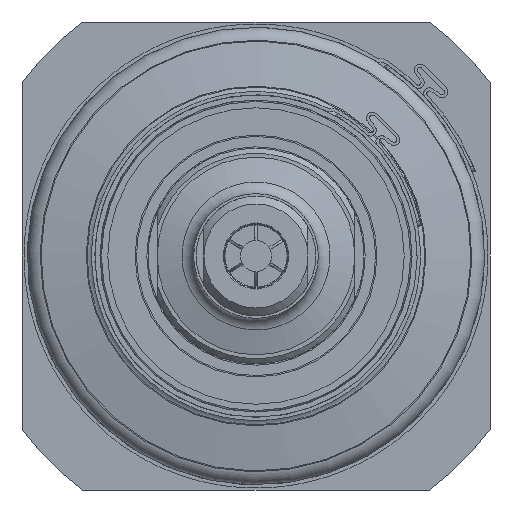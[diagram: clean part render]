
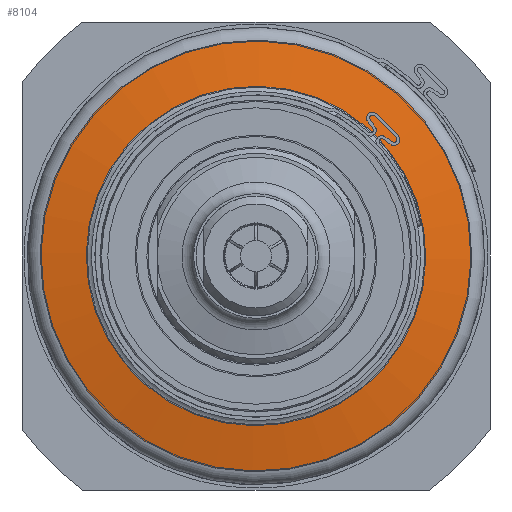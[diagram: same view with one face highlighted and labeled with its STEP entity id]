
A CAD part, left-side view. The second image highlights one B-rep face of the part: STEP entity #8104.
In plain terms, the highlighted conical face has half-angle 80 degrees and reference radius 37.087 mm.
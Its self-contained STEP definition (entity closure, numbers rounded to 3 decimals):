
#1007=CONICAL_SURFACE('',#9005,37.087,80.);
#1397=FACE_BOUND('',#2422,.T.);
#1779=FACE_OUTER_BOUND('',#2421,.T.);
#2421=EDGE_LOOP('',(#6382));
#2422=EDGE_LOOP('',(#6383));
#2979=CIRCLE('',#9004,32.653);
#2980=CIRCLE('',#9006,41.521);
#3642=VERTEX_POINT('',#13712);
#3643=VERTEX_POINT('',#13715);
#4598=EDGE_CURVE('',#3642,#3642,#2979,.T.);
#4599=EDGE_CURVE('',#3643,#3643,#2980,.T.);
#6382=ORIENTED_EDGE('',*,*,#4598,.T.);
#6383=ORIENTED_EDGE('',*,*,#4599,.F.);
#8104=ADVANCED_FACE('',(#1779,#1397),#1007,.T.);
#9004=AXIS2_PLACEMENT_3D('',#13713,#10973,#10974);
#9005=AXIS2_PLACEMENT_3D('',#13714,#10975,#10976);
#9006=AXIS2_PLACEMENT_3D('',#13716,#10977,#10978);
#10973=DIRECTION('center_axis',(1.,0.,0.));
#10974=DIRECTION('ref_axis',(0.,-0.157,-0.988));
#10975=DIRECTION('center_axis',(1.,0.,0.));
#10976=DIRECTION('ref_axis',(0.,0.988,-0.157));
#10977=DIRECTION('center_axis',(1.,0.,0.));
#10978=DIRECTION('ref_axis',(0.,-0.157,-0.988));
#13712=CARTESIAN_POINT('',(53.006,32.246,-5.135));
#13713=CARTESIAN_POINT('Origin',(53.006,0.,
0.));
#13714=CARTESIAN_POINT('Origin',(53.788,0.,
0.));
#13715=CARTESIAN_POINT('',(54.57,41.004,-6.53));
#13716=CARTESIAN_POINT('Origin',(54.57,0.,
0.));
